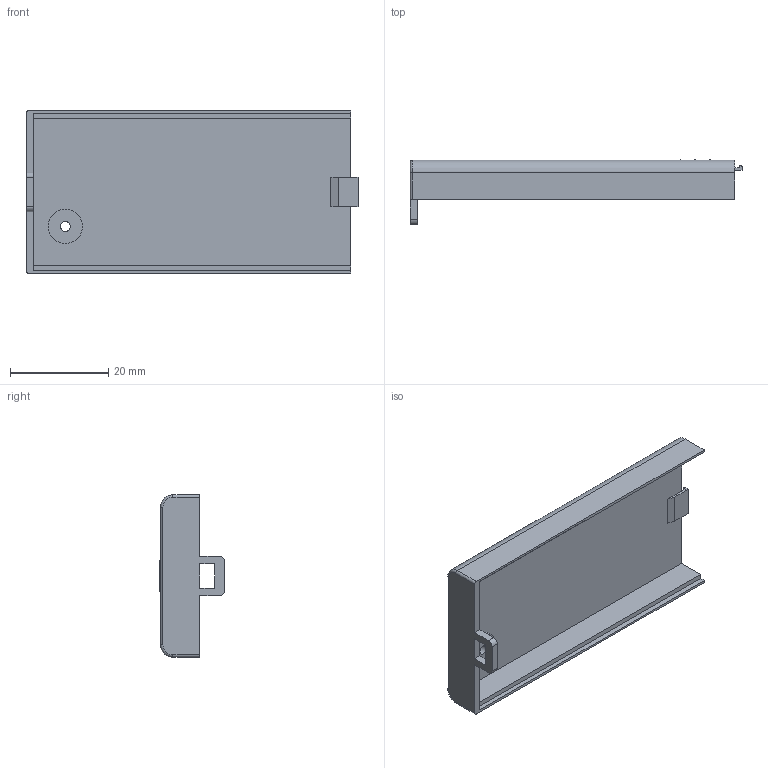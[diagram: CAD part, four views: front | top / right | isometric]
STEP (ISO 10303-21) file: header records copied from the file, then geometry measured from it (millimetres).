
FILE_DESCRIPTION (( 'STEP AP203' ), '1' );
FILE_NAME ('Top_9v_holder_11_19_20_Default_sldprt.STEP', '2022-06-04T22:40:53', ( '' ), ( '' ), 'SwSTEP 2.0', 'SolidWorks 2021', '' );
FILE_SCHEMA (( 'CONFIG_CONTROL_DESIGN' ));
Length unit declared in the file: inch
Products named in the file (1): Top_9v_holder_11_19_20_Default_sldprt
Bounding box: 67.49 x 13.15 x 32.99 mm (x, y, z)
Volume: 4610.3 mm3; surface area: 6773.9 mm2
Topology: 1 solids, 1 shells, 63 faces, 162 edges, 106 vertices
Faces by surface type: plane 40, cylinder 21, torus 2
Entity records: 1999 total; most frequent: DIRECTION 334, CARTESIAN_POINT 332, ORIENTED_EDGE 324, EDGE_CURVE 162, LINE 118, VECTOR 118, AXIS2_PLACEMENT_3D 108, VERTEX_POINT 106
